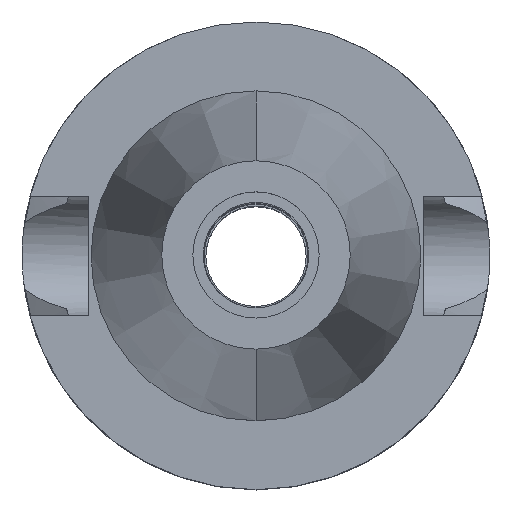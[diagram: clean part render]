
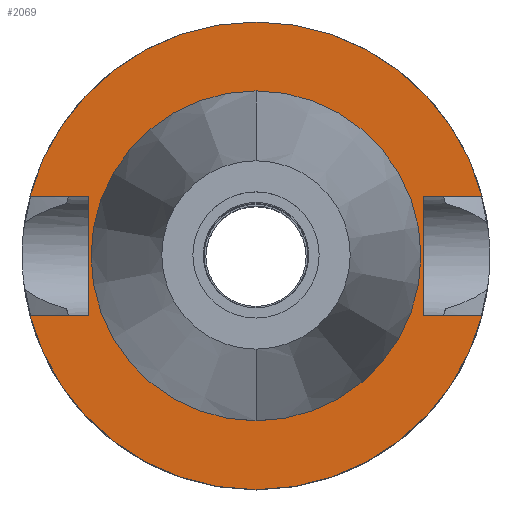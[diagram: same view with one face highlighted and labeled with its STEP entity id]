
A CAD part, top view. The second image highlights one B-rep face of the part: STEP entity #2069.
In plain terms, the highlighted planar face has unit normal (0, 0, 1).
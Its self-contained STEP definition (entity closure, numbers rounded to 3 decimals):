
#820=DIRECTION('',(1.,0.,0.));
#821=VECTOR('',#820,7.954);
#822=CARTESIAN_POINT('',(-30.454,8.05,-1.));
#823=LINE('',#822,#821);
#859=DIRECTION('',(1.,0.,0.));
#860=VECTOR('',#859,7.954);
#861=CARTESIAN_POINT('',(22.5,8.05,-1.));
#862=LINE('',#861,#860);
#906=DIRECTION('',(0.,1.,0.));
#907=VECTOR('',#906,16.1);
#908=CARTESIAN_POINT('',(-22.5,-8.05,-1.));
#909=LINE('',#908,#907);
#913=CARTESIAN_POINT('',(0.,0.,-1.));
#914=DIRECTION('',(0.,0.,-1.));
#915=DIRECTION('',(-0.967,0.256,0.));
#916=AXIS2_PLACEMENT_3D('',#913,#914,#915);
#921=CARTESIAN_POINT('',(0.,0.,-1.));
#922=DIRECTION('',(0.,0.,-1.));
#923=DIRECTION('',(0.,1.,0.));
#924=AXIS2_PLACEMENT_3D('',#921,#922,#923);
#929=DIRECTION('',(0.,-1.,0.));
#930=VECTOR('',#929,16.1);
#931=CARTESIAN_POINT('',(22.5,8.05,-1.));
#932=LINE('',#931,#930);
#936=DIRECTION('',(1.,0.,0.));
#937=VECTOR('',#936,7.954);
#938=CARTESIAN_POINT('',(22.5,-8.05,-1.));
#939=LINE('',#938,#937);
#943=CARTESIAN_POINT('',(0.,0.,-1.));
#944=DIRECTION('',(0.,0.,-1.));
#945=DIRECTION('',(0.967,-0.256,0.));
#946=AXIS2_PLACEMENT_3D('',#943,#944,#945);
#951=CARTESIAN_POINT('',(0.,0.,-1.));
#952=DIRECTION('',(0.,0.,-1.));
#953=DIRECTION('',(0.,-1.,0.));
#954=AXIS2_PLACEMENT_3D('',#951,#952,#953);
#959=DIRECTION('',(1.,0.,0.));
#960=VECTOR('',#959,7.954);
#961=CARTESIAN_POINT('',(-30.454,-8.05,-1.));
#962=LINE('',#961,#960);
#966=CARTESIAN_POINT('',(0.,0.,-1.));
#967=DIRECTION('',(0.,0.,1.));
#968=DIRECTION('',(0.,-1.,0.));
#969=AXIS2_PLACEMENT_3D('',#966,#967,#968);
#974=CARTESIAN_POINT('',(0.,0.,-1.));
#975=DIRECTION('',(0.,0.,1.));
#976=DIRECTION('',(0.,1.,0.));
#977=AXIS2_PLACEMENT_3D('',#974,#975,#976);
#1283=CARTESIAN_POINT('',(-22.5,-8.05,-1.));
#1284=VERTEX_POINT('',#1283);
#1285=CARTESIAN_POINT('',(-30.454,-8.05,-1.));
#1286=VERTEX_POINT('',#1285);
#1289=CARTESIAN_POINT('',(-22.5,8.05,-1.));
#1290=VERTEX_POINT('',#1289);
#1291=CARTESIAN_POINT('',(-30.454,8.05,-1.));
#1292=VERTEX_POINT('',#1291);
#1293=CARTESIAN_POINT('',(0.,31.5,-1.));
#1294=CARTESIAN_POINT('',(30.454,8.05,-1.));
#1295=VERTEX_POINT('',#1293);
#1296=VERTEX_POINT('',#1294);
#1297=CARTESIAN_POINT('',(22.5,8.05,-1.));
#1298=VERTEX_POINT('',#1297);
#1299=CARTESIAN_POINT('',(22.5,-8.05,-1.));
#1300=VERTEX_POINT('',#1299);
#1301=CARTESIAN_POINT('',(30.454,-8.05,-1.));
#1302=VERTEX_POINT('',#1301);
#1303=CARTESIAN_POINT('',(0.,-31.5,-1.));
#1304=VERTEX_POINT('',#1303);
#1305=CARTESIAN_POINT('',(0.,-22.225,-1.));
#1306=CARTESIAN_POINT('',(0.,22.225,-1.));
#1307=VERTEX_POINT('',#1305);
#1308=VERTEX_POINT('',#1306);
#2039=CARTESIAN_POINT('',(0.,0.,-1.));
#2040=DIRECTION('',(0.,0.,-1.));
#2041=DIRECTION('',(0.,-1.,0.));
#2042=AXIS2_PLACEMENT_3D('',#2039,#2040,#2041);
#2043=PLANE('',#2042);
#2045=ORIENTED_EDGE('',*,*,#2044,.T.);
#2046=ORIENTED_EDGE('',*,*,#1982,.F.);
#2048=ORIENTED_EDGE('',*,*,#2047,.T.);
#2050=ORIENTED_EDGE('',*,*,#2049,.T.);
#2051=ORIENTED_EDGE('',*,*,#2016,.F.);
#2052=ORIENTED_EDGE('',*,*,#2029,.T.);
#2054=ORIENTED_EDGE('',*,*,#2053,.T.);
#2056=ORIENTED_EDGE('',*,*,#2055,.T.);
#2058=ORIENTED_EDGE('',*,*,#2057,.T.);
#2060=ORIENTED_EDGE('',*,*,#2059,.T.);
#2061=EDGE_LOOP('',(#2045,#2046,#2048,#2050,#2051,#2052,#2054,#2056,#2058,
#2060));
#2062=FACE_OUTER_BOUND('',#2061,.F.);
#2064=ORIENTED_EDGE('',*,*,#2063,.T.);
#2066=ORIENTED_EDGE('',*,*,#2065,.T.);
#2067=EDGE_LOOP('',(#2064,#2066));
#2068=FACE_BOUND('',#2067,.F.);
#917=CIRCLE('',#916,31.5);
#925=CIRCLE('',#924,31.5);
#947=CIRCLE('',#946,31.5);
#955=CIRCLE('',#954,31.5);
#970=CIRCLE('',#969,22.225);
#978=CIRCLE('',#977,22.225);
#1982=EDGE_CURVE('',#1292,#1290,#823,.T.);
#2016=EDGE_CURVE('',#1298,#1296,#862,.T.);
#2029=EDGE_CURVE('',#1298,#1300,#932,.T.);
#2044=EDGE_CURVE('',#1284,#1290,#909,.T.);
#2047=EDGE_CURVE('',#1292,#1295,#917,.T.);
#2049=EDGE_CURVE('',#1295,#1296,#925,.T.);
#2053=EDGE_CURVE('',#1300,#1302,#939,.T.);
#2055=EDGE_CURVE('',#1302,#1304,#947,.T.);
#2057=EDGE_CURVE('',#1304,#1286,#955,.T.);
#2059=EDGE_CURVE('',#1286,#1284,#962,.T.);
#2063=EDGE_CURVE('',#1307,#1308,#970,.T.);
#2065=EDGE_CURVE('',#1308,#1307,#978,.T.);
#2069=ADVANCED_FACE('',(#2062,#2068),#2043,.F.);
